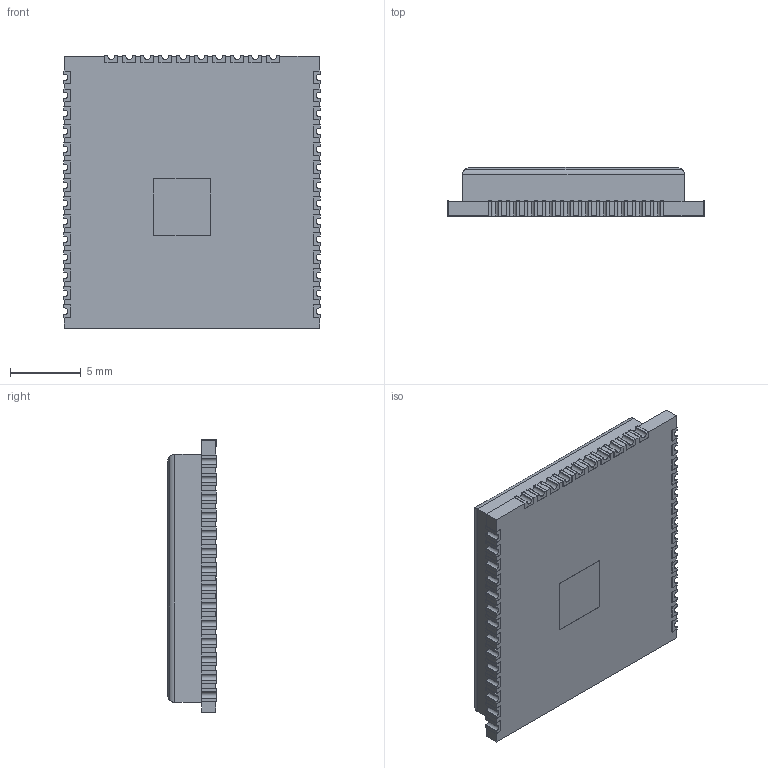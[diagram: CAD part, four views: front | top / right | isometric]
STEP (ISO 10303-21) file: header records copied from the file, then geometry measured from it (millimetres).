
FILE_DESCRIPTION (( 'STEP AP203' ), '1' );
FILE_NAME ('ESp32-WROOM-32U v3-0.step_Default_sldprt.STEP', '2025-04-23T09:07:11', ( '' ), ( '' ), 'SwSTEP 2.0', 'SolidWorks 2024', '' );
FILE_SCHEMA (( 'CONFIG_CONTROL_DESIGN' ));
Length unit declared in the file: millimetre
Products named in the file (1): ESp32-WROOM-32U v3-0.step_Default_sldprt
Bounding box: 18.07 x 3.44 x 19.24 mm (x, y, z)
Volume: 944.6 mm3; surface area: 943.1 mm2
Topology: 1 solids, 1 shells, 861 faces, 2330 edges, 1492 vertices
Faces by surface type: plane 666, bspline 135, cylinder 60
Entity records: 27755 total; most frequent: CARTESIAN_POINT 7015, ORIENTED_EDGE 4660, DIRECTION 3598, EDGE_CURVE 2330, LINE 1952, VECTOR 1952, VERTEX_POINT 1492, EDGE_LOOP 882
